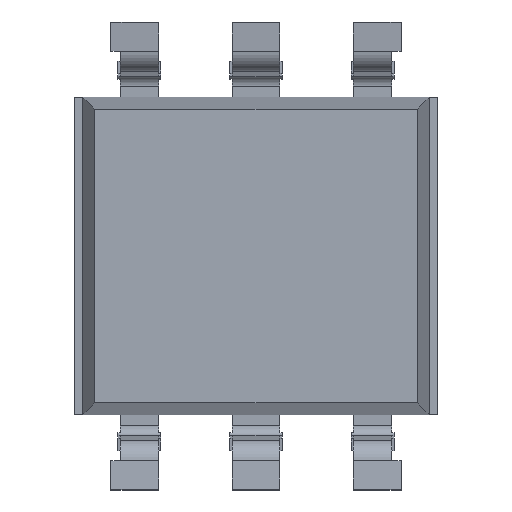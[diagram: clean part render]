
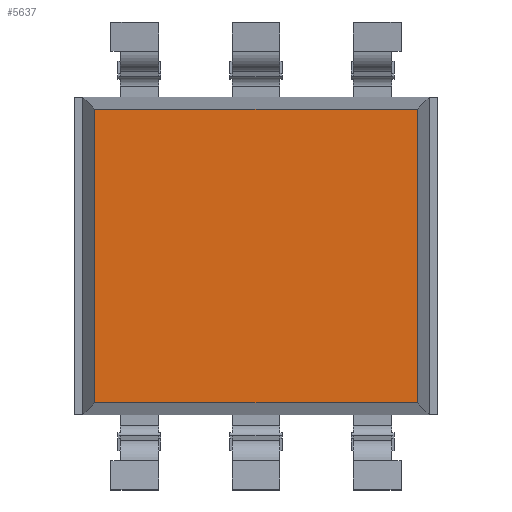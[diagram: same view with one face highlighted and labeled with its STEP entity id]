
A CAD part, front view. The second image highlights one B-rep face of the part: STEP entity #5637.
In plain terms, the highlighted planar face has unit normal (0, -1, 0).
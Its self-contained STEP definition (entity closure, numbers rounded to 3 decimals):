
#450 = LINE ( 'NONE', #4694, #3733 ) ;
#454 = VECTOR ( 'NONE', #6605, 1000. ) ;
#656 = DIRECTION ( 'NONE',  ( 1., 0., 0. ) ) ;
#848 = ORIENTED_EDGE ( 'NONE', *, *, #8587, .T. ) ;
#953 = ORIENTED_EDGE ( 'NONE', *, *, #4044, .T. ) ;
#959 = CARTESIAN_POINT ( 'NONE',  ( -3.376, -1.9, -3.076 ) ) ;
#1333 = CARTESIAN_POINT ( 'NONE',  ( 3.376, -1.9, -3.325 ) ) ;
#1516 = LINE ( 'NONE', #6337, #5119 ) ;
#1582 = DIRECTION ( 'NONE',  ( 0., -1., 0. ) ) ;
#1933 = CARTESIAN_POINT ( 'NONE',  ( 3.625, -1.9, 3.076 ) ) ;
#2038 = DIRECTION ( 'NONE',  ( 0., 0., 1. ) ) ;
#2220 = CARTESIAN_POINT ( 'NONE',  ( 0., -1.9, 0. ) ) ;
#2263 = EDGE_CURVE ( 'NONE', #7835, #5566, #4414, .T. ) ;
#2385 = EDGE_LOOP ( 'NONE', ( #7466, #953, #848, #2936 ) ) ;
#2936 = ORIENTED_EDGE ( 'NONE', *, *, #4215, .T. ) ;
#3527 = VERTEX_POINT ( 'NONE', #959 ) ;
#3664 = VERTEX_POINT ( 'NONE', #7040 ) ;
#3733 = VECTOR ( 'NONE', #656, 1000. ) ;
#4044 = EDGE_CURVE ( 'NONE', #5566, #3664, #6339, .T. ) ;
#4215 = EDGE_CURVE ( 'NONE', #3527, #7835, #450, .T. ) ;
#4414 = LINE ( 'NONE', #1333, #5863 ) ;
#4636 = AXIS2_PLACEMENT_3D ( 'NONE', #2220, #1582, #6295 ) ;
#4694 = CARTESIAN_POINT ( 'NONE',  ( -3.625, -1.9, -3.076 ) ) ;
#5119 = VECTOR ( 'NONE', #6220, 1000. ) ;
#5302 = CARTESIAN_POINT ( 'NONE',  ( 3.376, -1.9, -3.076 ) ) ;
#5566 = VERTEX_POINT ( 'NONE', #8264 ) ;
#5637 = ADVANCED_FACE ( 'NONE', ( #7730 ), #6357, .T. ) ;
#5863 = VECTOR ( 'NONE', #2038, 1000. ) ;
#6220 = DIRECTION ( 'NONE',  ( 0., 0., -1. ) ) ;
#6295 = DIRECTION ( 'NONE',  ( 0., 0., -1. ) ) ;
#6337 = CARTESIAN_POINT ( 'NONE',  ( -3.376, -1.9, 3.325 ) ) ;
#6339 = LINE ( 'NONE', #1933, #454 ) ;
#6357 = PLANE ( 'NONE',  #4636 ) ;
#6605 = DIRECTION ( 'NONE',  ( -1., 0., 0. ) ) ;
#7040 = CARTESIAN_POINT ( 'NONE',  ( -3.376, -1.9, 3.076 ) ) ;
#7466 = ORIENTED_EDGE ( 'NONE', *, *, #2263, .T. ) ;
#7730 = FACE_OUTER_BOUND ( 'NONE', #2385, .T. ) ;
#7835 = VERTEX_POINT ( 'NONE', #5302 ) ;
#8264 = CARTESIAN_POINT ( 'NONE',  ( 3.376, -1.9, 3.076 ) ) ;
#8587 = EDGE_CURVE ( 'NONE', #3664, #3527, #1516, .T. ) ;
